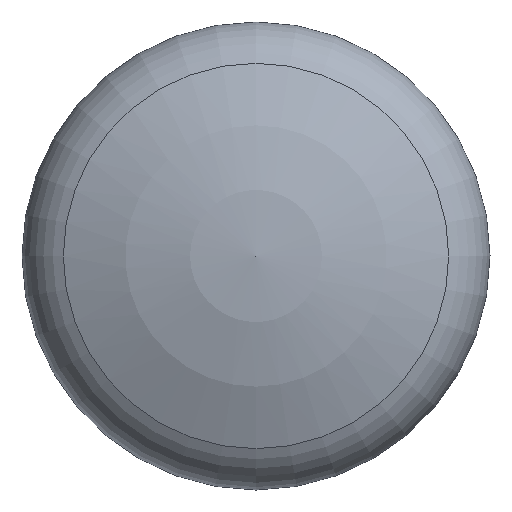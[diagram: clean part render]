
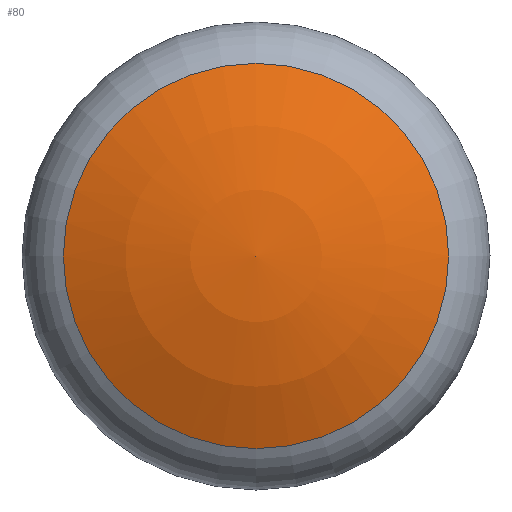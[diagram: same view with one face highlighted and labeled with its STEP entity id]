
A CAD part, left-side view. The second image highlights one B-rep face of the part: STEP entity #80.
In plain terms, the highlighted spherical face has radius 32 mm.
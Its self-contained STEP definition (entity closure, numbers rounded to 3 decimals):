
#80 = ADVANCED_FACE( '', ( #98, #99 ), #100, .T. );
#98 = FACE_BOUND( '', #119, .T. );
#99 = FACE_OUTER_BOUND( '', #120, .T. );
#100 = SPHERICAL_SURFACE( '', #121, 32. );
#119 = VERTEX_LOOP( '', #150 );
#120 = EDGE_LOOP( '', ( #151 ) );
#121 = AXIS2_PLACEMENT_3D( '', #152, #153, #154 );
#150 = VERTEX_POINT( '', #166 );
#151 = ORIENTED_EDGE( '', *, *, #165, .F. );
#152 = CARTESIAN_POINT( '', ( -20., 0., 0. ) );
#153 = DIRECTION( '', ( 1., 0., 0. ) );
#154 = DIRECTION( '', ( 0., 0., 1. ) );
#165 = EDGE_CURVE( '', #178, #178, #179, .T. );
#166 = CARTESIAN_POINT( '', ( -52., 0., 0. ) );
#178 = VERTEX_POINT( '', #190 );
#179 = CIRCLE( '', #191, 13.176 );
#190 = CARTESIAN_POINT( '', ( -49.161, 0., -13.176 ) );
#191 = AXIS2_PLACEMENT_3D( '', #207, #208, #209 );
#207 = CARTESIAN_POINT( '', ( -49.161, 0., 0. ) );
#208 = DIRECTION( '', ( 1., 0., 0. ) );
#209 = DIRECTION( '', ( 0., 0., -1. ) );
